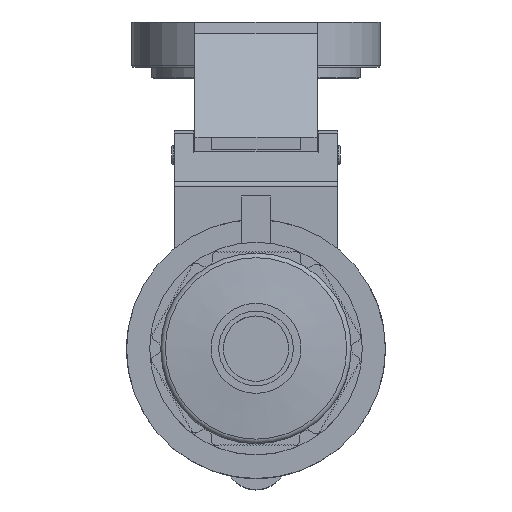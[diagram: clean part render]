
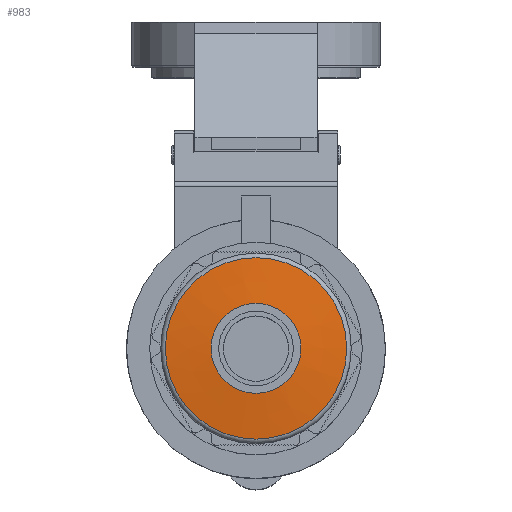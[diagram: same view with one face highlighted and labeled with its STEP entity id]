
A CAD part, top view. The second image highlights one B-rep face of the part: STEP entity #983.
In plain terms, the highlighted conical face has half-angle 84.289 degrees and reference radius 18.95 mm.
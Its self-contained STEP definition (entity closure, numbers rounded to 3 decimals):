
#224=CONICAL_SURFACE('',#11208,18.95,84.289);
#321=FACE_BOUND('',#2525,.T.);
#322=FACE_BOUND('',#2526,.T.);
#494=CIRCLE('',#10881,8.95);
#500=CIRCLE('',#11207,18.05);
#983=ADVANCED_FACE('',(#321,#322),#224,.T.);
#2525=EDGE_LOOP('',(#4913));
#2526=EDGE_LOOP('',(#4914));
#4913=ORIENTED_EDGE('',*,*,#7807,.T.);
#4914=ORIENTED_EDGE('',*,*,#7179,.F.);
#6138=VERTEX_POINT('',#15153);
#6452=VERTEX_POINT('',#16415);
#7179=EDGE_CURVE('',#6138,#6138,#494,.T.);
#7807=EDGE_CURVE('',#6452,#6452,#500,.T.);
#10881=AXIS2_PLACEMENT_3D('',#15152,#12087,#12088);
#11207=AXIS2_PLACEMENT_3D('',#16414,#13361,#13362);
#11208=AXIS2_PLACEMENT_3D('',#16416,#13363,#13364);
#12087=DIRECTION('',(0.,0.,1.));
#12088=DIRECTION('',(1.,0.,0.));
#13361=DIRECTION('',(0.,0.,1.));
#13362=DIRECTION('',(1.,0.,0.));
#13363=DIRECTION('',(0.,0.,-1.));
#13364=DIRECTION('',(-1.,0.,0.));
#15152=CARTESIAN_POINT('',(0.,0.,126.3));
#15153=CARTESIAN_POINT('',(8.95,0.,126.3));
#16414=CARTESIAN_POINT('',(0.,0.,125.39));
#16415=CARTESIAN_POINT('',(18.05,0.,125.39));
#16416=CARTESIAN_POINT('',(0.,0.,125.3));
